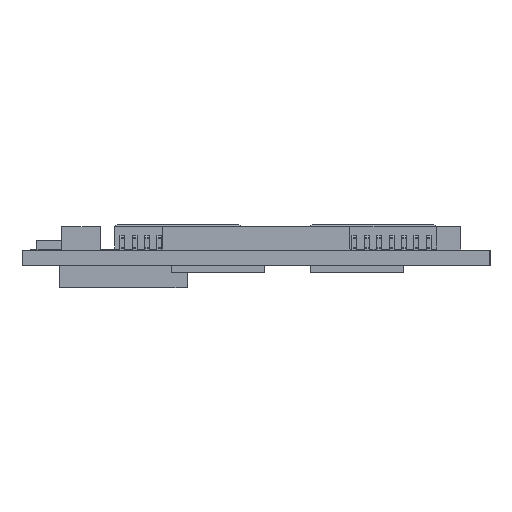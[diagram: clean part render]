
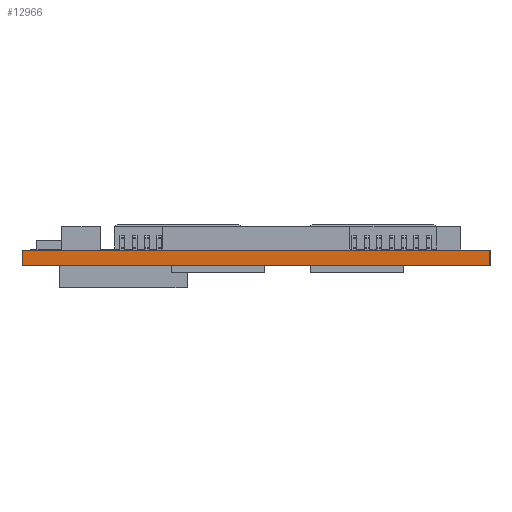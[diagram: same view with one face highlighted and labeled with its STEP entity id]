
A CAD part, left-side view. The second image highlights one B-rep face of the part: STEP entity #12966.
In plain terms, the highlighted planar face has unit normal (-1, 0, 0).
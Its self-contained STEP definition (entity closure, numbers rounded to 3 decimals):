
#711=PLANE('',#14277);
#1243=FACE_OUTER_BOUND('',#1856,.T.);
#1856=EDGE_LOOP('',(#9477,#9478,#9479,#9480));
#3062=LINE('',#20256,#4038);
#3070=LINE('',#20271,#4046);
#3071=LINE('',#20273,#4047);
#3072=LINE('',#20274,#4048);
#4038=VECTOR('',#16808,10.);
#4046=VECTOR('',#16820,10.);
#4047=VECTOR('',#16823,10.);
#4048=VECTOR('',#16824,10.);
#6038=VERTEX_POINT('',#20253);
#6039=VERTEX_POINT('',#20255);
#6043=VERTEX_POINT('',#20267);
#6044=VERTEX_POINT('',#20269);
#7466=EDGE_CURVE('',#6038,#6039,#3062,.T.);
#7474=EDGE_CURVE('',#6043,#6044,#3070,.T.);
#7475=EDGE_CURVE('',#6038,#6043,#3071,.T.);
#7476=EDGE_CURVE('',#6039,#6044,#3072,.T.);
#9477=ORIENTED_EDGE('',*,*,#7475,.T.);
#9478=ORIENTED_EDGE('',*,*,#7474,.T.);
#9479=ORIENTED_EDGE('',*,*,#7476,.F.);
#9480=ORIENTED_EDGE('',*,*,#7466,.F.);
#12966=ADVANCED_FACE('',(#1243),#711,.T.);
#14277=AXIS2_PLACEMENT_3D('',#20272,#16821,#16822);
#16808=DIRECTION('',(0.,0.,1.));
#16820=DIRECTION('',(0.,0.,1.));
#16821=DIRECTION('center_axis',(-1.,0.,0.));
#16822=DIRECTION('ref_axis',(0.,-1.,0.));
#16823=DIRECTION('',(0.,-1.,0.));
#16824=DIRECTION('',(0.,-1.,0.));
#20253=CARTESIAN_POINT('',(0.,48.,0.));
#20255=CARTESIAN_POINT('',(0.,48.,1.57));
#20256=CARTESIAN_POINT('',(0.,48.,0.));
#20267=CARTESIAN_POINT('',(0.,0.,0.));
#20269=CARTESIAN_POINT('',(0.,0.,1.57));
#20271=CARTESIAN_POINT('',(0.,0.,0.));
#20272=CARTESIAN_POINT('Origin',(0.,48.,0.));
#20273=CARTESIAN_POINT('',(0.,48.,0.));
#20274=CARTESIAN_POINT('',(0.,48.,1.57));
